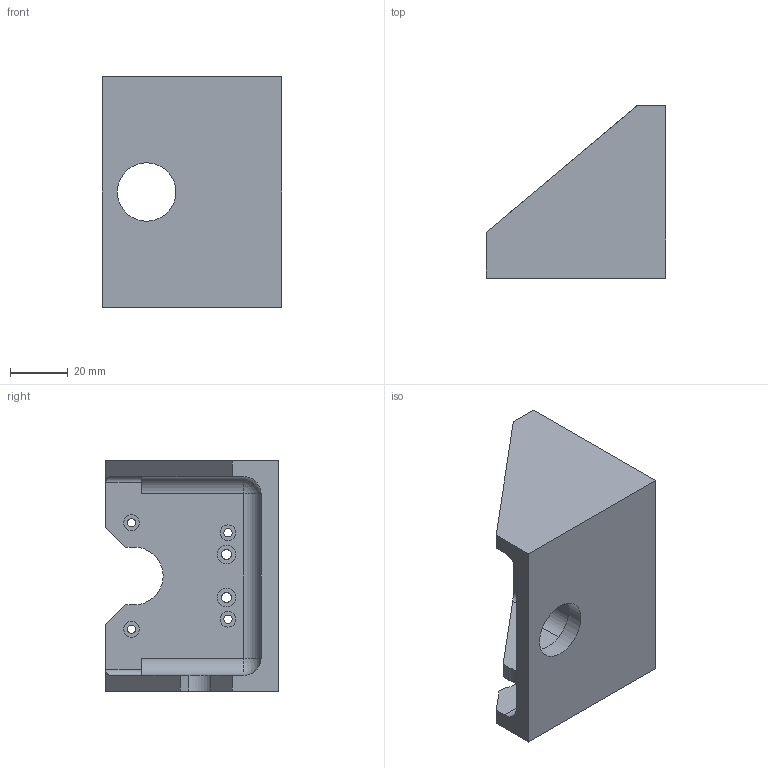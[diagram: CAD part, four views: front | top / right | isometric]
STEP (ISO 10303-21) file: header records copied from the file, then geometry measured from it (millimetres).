
FILE_DESCRIPTION(/* description */ (''),/* implementation_level */ '2;1');
FILE_NAME(/* name */ 'FAB-OX0017.stp',/* time_stamp */ '2020-02-10T12:00:13+00:00',/* author */ ('whgu0532'),/* organization */ (''),/* preprocessor_version */ 'ST-DEVELOPER v18',/* originating_system */ 'Autodesk Inventor 2020',/* authorisation */ '');
FILE_SCHEMA (('AUTOMOTIVE_DESIGN { 1 0 10303 214 3 1 1 }'));
Length unit declared in the file: millimetre
Products named in the file (1): FAB-OX0017
Bounding box: 62.5 x 60 x 80 mm (x, y, z)
Volume: 86222.8 mm3; surface area: 27119.9 mm2
Topology: 1 solids, 1 shells, 60 faces, 165 edges, 113 vertices
Faces by surface type: plane 28, cylinder 26, cone 4, sphere 2
Full cylindrical faces by diameter (mm): 2.5 x2, 2.9 x4, 3 x2, 3.4 x2, 5.5 x4, 6.5 x2, 20.32 x1
Entity records: 2059 total; most frequent: DIRECTION 356, CARTESIAN_POINT 335, ORIENTED_EDGE 322, EDGE_CURVE 161, AXIS2_PLACEMENT_3D 134, VERTEX_POINT 113, LINE 88, VECTOR 88
